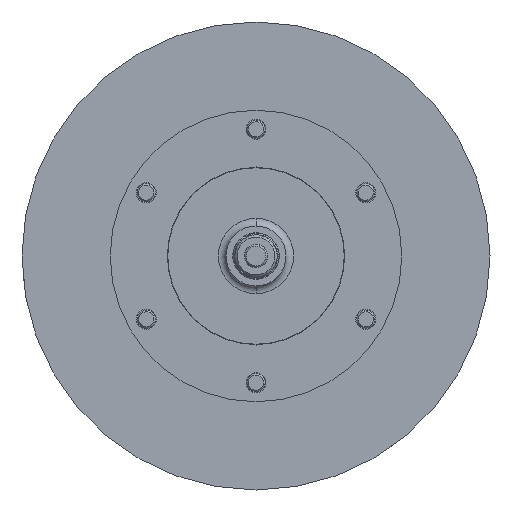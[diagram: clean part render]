
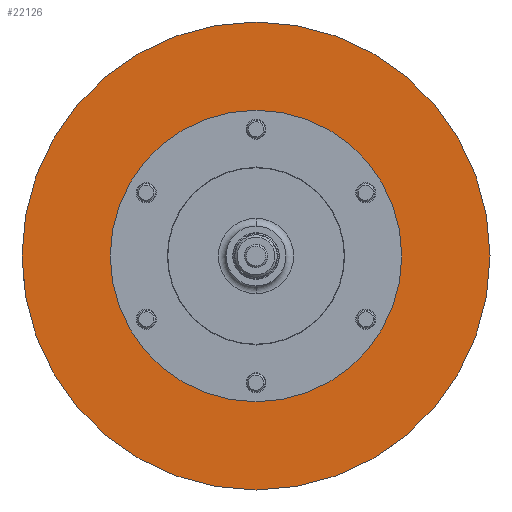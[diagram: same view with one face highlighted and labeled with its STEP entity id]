
A CAD part, left-side view. The second image highlights one B-rep face of the part: STEP entity #22126.
In plain terms, the highlighted planar face has unit normal (-1, 0, 0).
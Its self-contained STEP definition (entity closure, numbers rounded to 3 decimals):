
#1071 = DIRECTION ( 'NONE',  ( 1., 0., 0. ) ) ;
#1202 = ORIENTED_EDGE ( 'NONE', *, *, #13841, .F. ) ;
#1693 = CARTESIAN_POINT ( 'NONE',  ( -125., 0., 305. ) ) ;
#2051 = DIRECTION ( 'NONE',  ( 1., 0., 0. ) ) ;
#2755 = CARTESIAN_POINT ( 'NONE',  ( -125., 0., 190. ) ) ;
#4264 = AXIS2_PLACEMENT_3D ( 'NONE', #17243, #5113, #19246 ) ;
#4312 = CIRCLE ( 'NONE', #4264, 305. ) ;
#4958 = AXIS2_PLACEMENT_3D ( 'NONE', #10998, #25092, #13024 ) ;
#5113 = DIRECTION ( 'NONE',  ( 1., 0., 0. ) ) ;
#5529 = ORIENTED_EDGE ( 'NONE', *, *, #11018, .T. ) ;
#6196 = DIRECTION ( 'NONE',  ( 0., 0., 1. ) ) ;
#6684 = EDGE_LOOP ( 'NONE', ( #25086, #1202 ) ) ;
#7071 = AXIS2_PLACEMENT_3D ( 'NONE', #13192, #1071, #15241 ) ;
#7490 = EDGE_LOOP ( 'NONE', ( #11732, #5529 ) ) ;
#7819 = VERTEX_POINT ( 'NONE', #1693 ) ;
#9849 = EDGE_CURVE ( 'NONE', #15598, #7819, #4312, .T. ) ;
#10998 = CARTESIAN_POINT ( 'NONE',  ( -125., 0., 0. ) ) ;
#11007 = VERTEX_POINT ( 'NONE', #14980 ) ;
#11018 = EDGE_CURVE ( 'NONE', #24209, #11007, #14047, .T. ) ;
#11732 = ORIENTED_EDGE ( 'NONE', *, *, #13535, .T. ) ;
#13024 = DIRECTION ( 'NONE',  ( 0., 0., -1. ) ) ;
#13192 = CARTESIAN_POINT ( 'NONE',  ( -125., 0., 0. ) ) ;
#13535 = EDGE_CURVE ( 'NONE', #11007, #24209, #20235, .T. ) ;
#13841 = EDGE_CURVE ( 'NONE', #7819, #15598, #23392, .T. ) ;
#14047 = CIRCLE ( 'NONE', #4958, 190. ) ;
#14163 = CARTESIAN_POINT ( 'NONE',  ( -125., 0., 0. ) ) ;
#14257 = PLANE ( 'NONE',  #25552 ) ;
#14980 = CARTESIAN_POINT ( 'NONE',  ( -125., 0., -190. ) ) ;
#15117 = CARTESIAN_POINT ( 'NONE',  ( -125., 0., -305. ) ) ;
#15241 = DIRECTION ( 'NONE',  ( 0., 0., -1. ) ) ;
#15598 = VERTEX_POINT ( 'NONE', #15117 ) ;
#16215 = DIRECTION ( 'NONE',  ( 0., 0., -1. ) ) ;
#16309 = CARTESIAN_POINT ( 'NONE',  ( -125., 305., 0. ) ) ;
#17243 = CARTESIAN_POINT ( 'NONE',  ( -125., 0., 0. ) ) ;
#18314 = DIRECTION ( 'NONE',  ( -1., 0., 0. ) ) ;
#19246 = DIRECTION ( 'NONE',  ( 0., 0., -1. ) ) ;
#19744 = FACE_OUTER_BOUND ( 'NONE', #6684, .T. ) ;
#20235 = CIRCLE ( 'NONE', #25634, 190. ) ;
#22126 = ADVANCED_FACE ( 'NONE', ( #24485, #19744 ), #14257, .T. ) ;
#23392 = CIRCLE ( 'NONE', #7071, 305. ) ;
#24209 = VERTEX_POINT ( 'NONE', #2755 ) ;
#24485 = FACE_BOUND ( 'NONE', #7490, .T. ) ;
#25086 = ORIENTED_EDGE ( 'NONE', *, *, #9849, .F. ) ;
#25092 = DIRECTION ( 'NONE',  ( 1., 0., 0. ) ) ;
#25552 = AXIS2_PLACEMENT_3D ( 'NONE', #16309, #18314, #6196 ) ;
#25634 = AXIS2_PLACEMENT_3D ( 'NONE', #14163, #2051, #16215 ) ;
